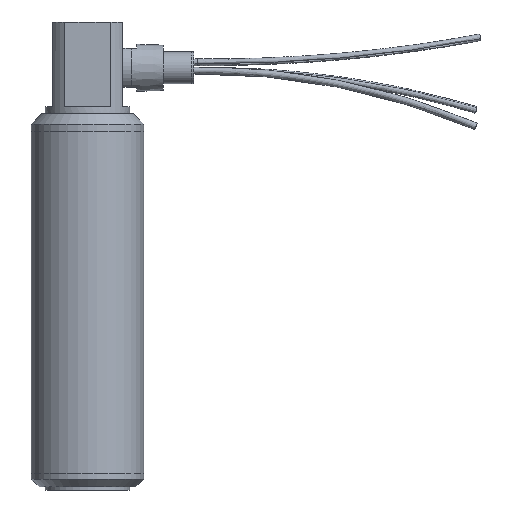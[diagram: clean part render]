
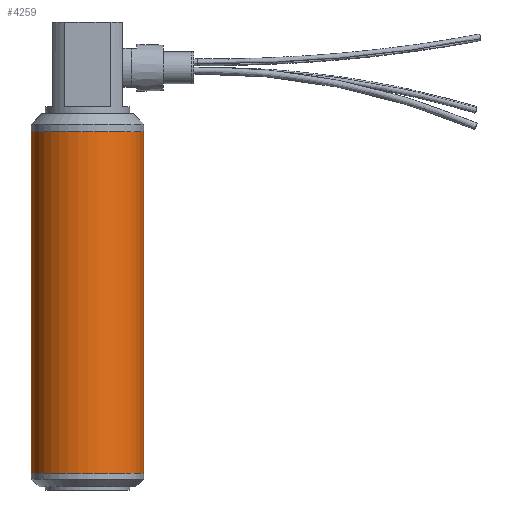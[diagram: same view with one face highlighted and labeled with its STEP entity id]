
A CAD part, front view. The second image highlights one B-rep face of the part: STEP entity #4259.
In plain terms, the highlighted cylindrical face has radius 25.4 mm (diameter 50.8 mm), a partial arc.
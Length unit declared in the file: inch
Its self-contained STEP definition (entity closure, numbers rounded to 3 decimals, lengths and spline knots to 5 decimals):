
#271 = CYLINDRICAL_SURFACE ( 'NONE', #2718, 1. ) ;
#340 = CARTESIAN_POINT ( 'NONE',  ( -1.60224, -0.39787, -14.45322 ) ) ;
#349 = DIRECTION ( 'NONE',  ( 0., 0., 1. ) ) ;
#431 = FACE_OUTER_BOUND ( 'NONE', #4424, .T. ) ;
#450 = CARTESIAN_POINT ( 'NONE',  ( -1.60224, -0.39787, -14.45322 ) ) ;
#527 = ORIENTED_EDGE ( 'NONE', *, *, #3012, .T. ) ;
#553 = LINE ( 'NONE', #340, #1092 ) ;
#721 = CARTESIAN_POINT ( 'NONE',  ( 0.39776, -0.39787, -14.45322 ) ) ;
#1092 = VECTOR ( 'NONE', #349, 39.37008 ) ;
#2099 = VECTOR ( 'NONE', #5661, 39.37008 ) ;
#2111 = LINE ( 'NONE', #5524, #2099 ) ;
#2238 = CARTESIAN_POINT ( 'NONE',  ( 0.39776, -0.39787, -8.40322 ) ) ;
#2417 = EDGE_CURVE ( 'NONE', #4768, #4691, #5055, .T. ) ;
#2441 = CARTESIAN_POINT ( 'NONE',  ( -0.60224, -0.39787, -14.45322 ) ) ;
#2473 = DIRECTION ( 'NONE',  ( 0., 0., 1. ) ) ;
#2518 = DIRECTION ( 'NONE',  ( 1., 0., 0. ) ) ;
#2648 = CARTESIAN_POINT ( 'NONE',  ( -1.60224, -0.39787, -8.40322 ) ) ;
#2718 = AXIS2_PLACEMENT_3D ( 'NONE', #2441, #2473, #2518 ) ;
#2778 = DIRECTION ( 'NONE',  ( 1., 0., 0. ) ) ;
#2780 = DIRECTION ( 'NONE',  ( 0., 0., -1. ) ) ;
#2791 = CARTESIAN_POINT ( 'NONE',  ( -0.60224, -0.39787, -8.40322 ) ) ;
#3012 = EDGE_CURVE ( 'NONE', #5886, #4237, #5720, .T. ) ;
#3472 = ORIENTED_EDGE ( 'NONE', *, *, #4801, .F. ) ;
#4190 = ORIENTED_EDGE ( 'NONE', *, *, #2417, .T. ) ;
#4237 = VERTEX_POINT ( 'NONE', #2648 ) ;
#4259 = ADVANCED_FACE ( 'NONE', ( #431 ), #271, .T. ) ;
#4424 = EDGE_LOOP ( 'NONE', ( #3472, #4190, #5724, #527 ) ) ;
#4631 = DIRECTION ( 'NONE',  ( 1., 0., 0. ) ) ;
#4635 = DIRECTION ( 'NONE',  ( 0., 0., 1. ) ) ;
#4653 = CARTESIAN_POINT ( 'NONE',  ( -0.60224, -0.39787, -14.45322 ) ) ;
#4691 = VERTEX_POINT ( 'NONE', #721 ) ;
#4768 = VERTEX_POINT ( 'NONE', #450 ) ;
#4801 = EDGE_CURVE ( 'NONE', #4768, #4237, #553, .T. ) ;
#5055 = CIRCLE ( 'NONE', #5789, 1. ) ;
#5136 = EDGE_CURVE ( 'NONE', #4691, #5886, #2111, .T. ) ;
#5524 = CARTESIAN_POINT ( 'NONE',  ( 0.39776, -0.39787, -14.45322 ) ) ;
#5661 = DIRECTION ( 'NONE',  ( 0., 0., 1. ) ) ;
#5677 = AXIS2_PLACEMENT_3D ( 'NONE', #2791, #2780, #2778 ) ;
#5720 = CIRCLE ( 'NONE', #5677, 1. ) ;
#5724 = ORIENTED_EDGE ( 'NONE', *, *, #5136, .T. ) ;
#5789 = AXIS2_PLACEMENT_3D ( 'NONE', #4653, #4635, #4631 ) ;
#5886 = VERTEX_POINT ( 'NONE', #2238 ) ;
